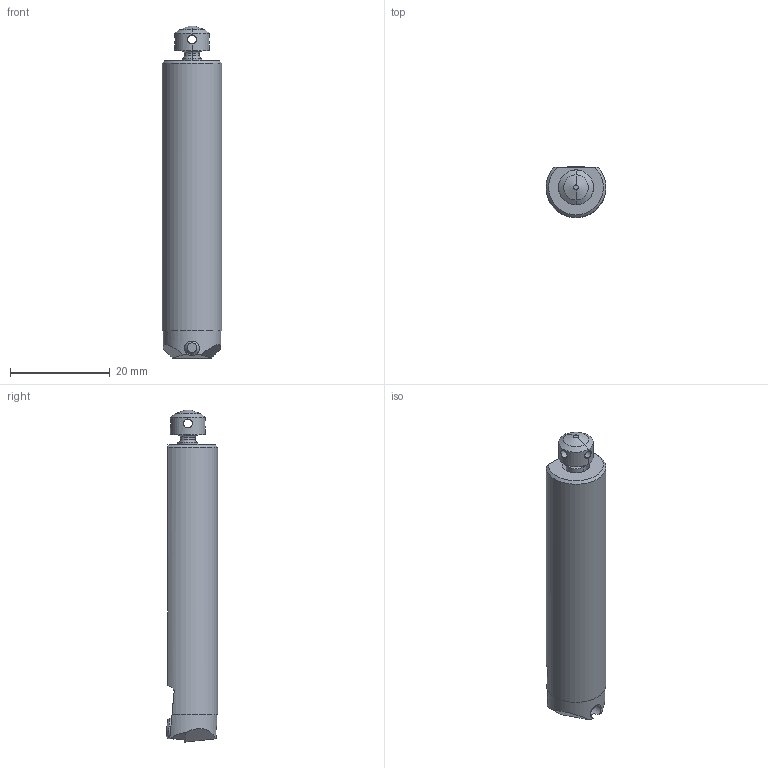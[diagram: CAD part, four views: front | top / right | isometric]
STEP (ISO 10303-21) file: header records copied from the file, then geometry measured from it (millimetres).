
FILE_DESCRIPTION(/* description */ (''),/* implementation_level */ '2;1');
FILE_NAME(/* name */ 'SBR612.stp',/* time_stamp */ '2019-07-23T16:05:30+09:00',/* author */ (''),/* organization */ (''),/* preprocessor_version */ 'ST-DEVELOPER v16',/* originating_system */ 'SIEMENS PLM Software NX 10.0',/* authorisation */ '');
FILE_SCHEMA (('AUTOMOTIVE_DESIGN { 1 0 10303 214 3 1 1 1 }'));
Length unit declared in the file: millimetre
Products named in the file (1): SBR612_ASM
Bounding box: 11.97 x 10.36 x 66.56 mm (x, y, z)
Volume: 5770.1 mm3; surface area: 3018.1 mm2
Topology: 3 solids, 3 shells, 93 faces, 237 edges, 144 vertices
Faces by surface type: cylinder 42, plane 23, cone 19, torus 7, sphere 2
Entity records: 3629 total; most frequent: CARTESIAN_POINT 1271, DIRECTION 498, ORIENTED_EDGE 466, EDGE_CURVE 233, AXIS2_PLACEMENT_3D 201, VERTEX_POINT 144, EDGE_LOOP 99, LINE 96
